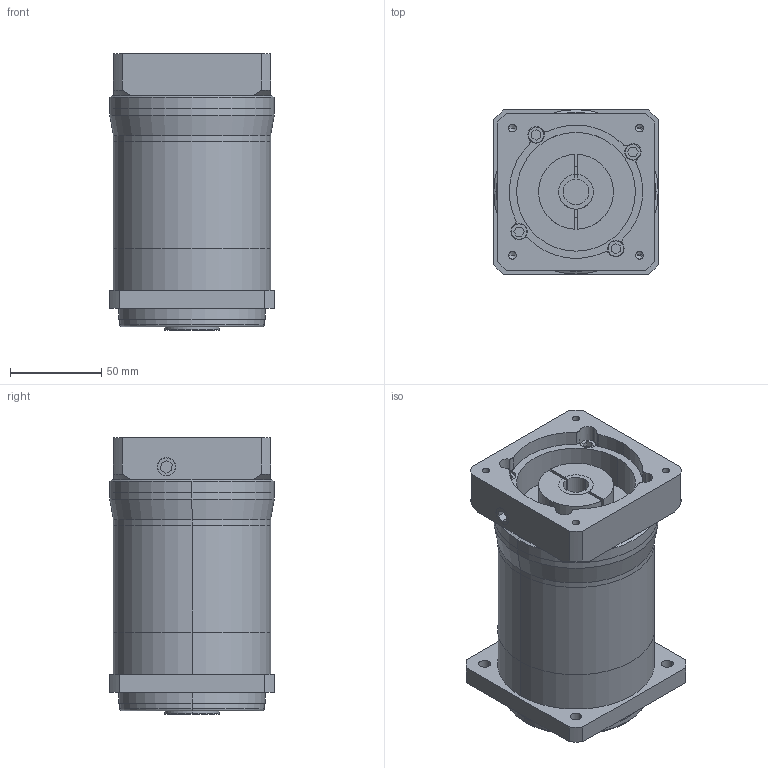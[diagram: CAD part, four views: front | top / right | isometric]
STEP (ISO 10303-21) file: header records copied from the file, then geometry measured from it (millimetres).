
FILE_DESCRIPTION (( 'STEP AP214' ), '1' );
FILE_NAME ('VGK85双级模型（14-35 73-2 4-5.5-69.6-69.6）新.STEP', '2018-10-17T09:07:17', ( 'Windows' ), ( 'Microsoft' ), 'SwSTEP 2.0', 'SolidWorks 2016', '' );
FILE_SCHEMA (( 'AUTOMOTIVE_DESIGN' ));
Length unit declared in the file: millimetre
Products named in the file (1): VGK85双级模型（14-35 73-2 4-5.5-69.6-69.6）新
Bounding box: 90 x 90 x 151.5 mm (x, y, z)
Volume: 826007.8 mm3; surface area: 118803.2 mm2
Topology: 5 solids, 5 shells, 246 faces, 592 edges, 382 vertices
Faces by surface type: cylinder 115, plane 111, cone 16, torus 4
Entity records: 7399 total; most frequent: DIRECTION 1338, CARTESIAN_POINT 1237, ORIENTED_EDGE 1168, EDGE_CURVE 584, AXIS2_PLACEMENT_3D 515, VERTEX_POINT 382, VECTOR 308, LINE 308
